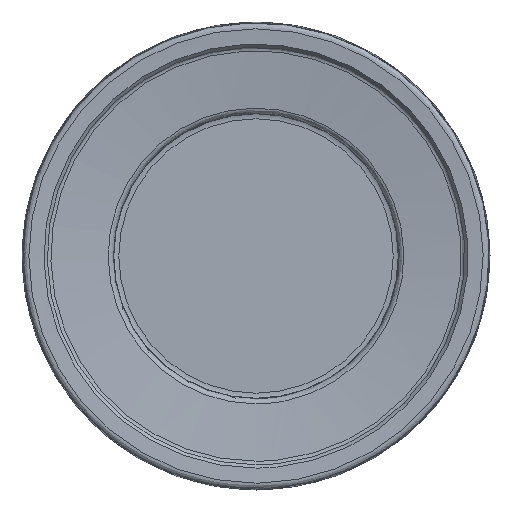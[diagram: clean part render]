
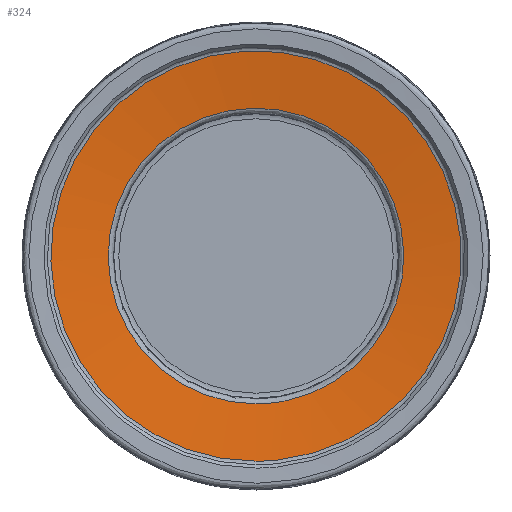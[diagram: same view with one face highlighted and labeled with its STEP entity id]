
A CAD part, left-side view. The second image highlights one B-rep face of the part: STEP entity #324.
In plain terms, the highlighted face is a revolution surface.
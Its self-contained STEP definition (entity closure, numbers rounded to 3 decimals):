
#43=SURFACE_OF_REVOLUTION('',#64,#57);
#57=AXIS1_PLACEMENT('',#844,#716);
#64=LINE('',#843,#70);
#70=VECTOR('',#715,4.139);
#289=FACE_BOUND('',#387,.T.);
#290=FACE_BOUND('',#388,.T.);
#324=ADVANCED_FACE('',(#289,#290),#43,.T.);
#387=EDGE_LOOP('',(#449));
#388=EDGE_LOOP('',(#450));
#449=ORIENTED_EDGE('',*,*,#515,.F.);
#450=ORIENTED_EDGE('',*,*,#514,.T.);
#483=VERTEX_POINT('',#835);
#484=VERTEX_POINT('',#842);
#514=EDGE_CURVE('',#483,#483,#545,.T.);
#515=EDGE_CURVE('',#484,#484,#546,.T.);
#545=CIRCLE('',#596,10.146);
#546=CIRCLE('',#597,14.081);
#596=AXIS2_PLACEMENT_3D('',#834,#710,#711);
#597=AXIS2_PLACEMENT_3D('',#841,#713,#714);
#710=DIRECTION('',(1.,0.,0.));
#711=DIRECTION('',(0.,0.,-1.));
#713=DIRECTION('',(1.,0.,0.));
#714=DIRECTION('',(0.,0.,-1.));
#715=DIRECTION('',(-0.113,-0.97,-0.217));
#716=DIRECTION('',(1.,0.,0.));
#834=CARTESIAN_POINT('',(0.977,0.,0.));
#835=CARTESIAN_POINT('',(0.977,0.,-10.146));
#841=CARTESIAN_POINT('',(0.508,0.,0.));
#842=CARTESIAN_POINT('',(0.508,0.,-14.081));
#843=CARTESIAN_POINT('',(0.977,-10.062,1.298));
#844=CARTESIAN_POINT('',(0.,0.,0.));
